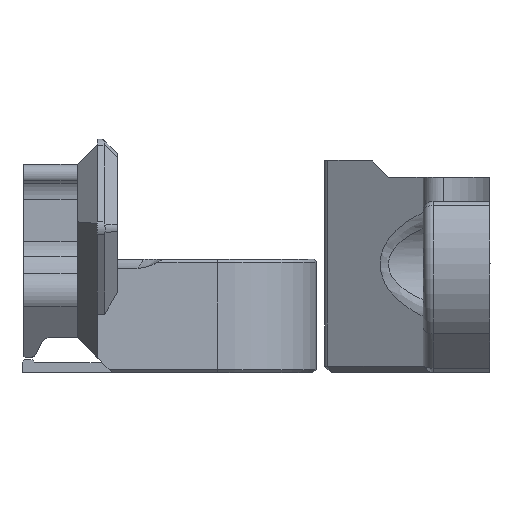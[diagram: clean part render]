
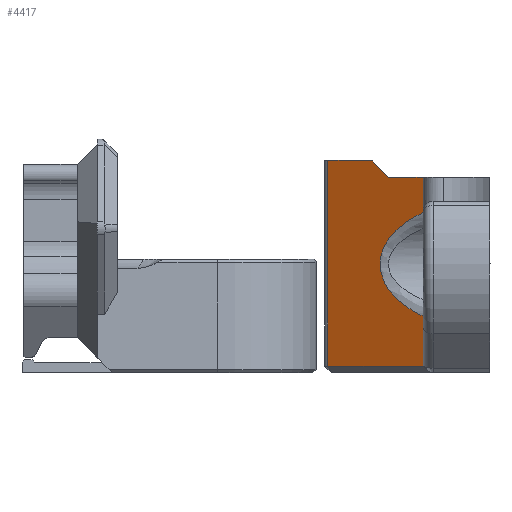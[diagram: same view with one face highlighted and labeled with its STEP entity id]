
A CAD part, left-side view. The second image highlights one B-rep face of the part: STEP entity #4417.
In plain terms, the highlighted face is planar.
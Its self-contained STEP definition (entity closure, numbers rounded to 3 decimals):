
#164=PLANE('',#4727);
#303=B_SPLINE_CURVE_WITH_KNOTS('',3,(#7106,#7107,#7108,#7109,#7110,#7111),
 .UNSPECIFIED.,.F.,.F.,(4,1,1,4),(-0.892,-0.382,
0.127,0.892),.UNSPECIFIED.);
#373=FACE_OUTER_BOUND('',#631,.T.);
#631=EDGE_LOOP('',(#3173,#3174,#3175,#3176,#3177,#3178,#3179,#3180));
#854=LINE('',#6446,#1264);
#855=LINE('',#6488,#1265);
#900=LINE('',#6711,#1310);
#911=LINE('',#6955,#1321);
#940=LINE('',#7103,#1350);
#941=LINE('',#7113,#1351);
#942=LINE('',#7114,#1352);
#1264=VECTOR('',#5132,10.);
#1265=VECTOR('',#5135,10.);
#1310=VECTOR('',#5250,10.);
#1321=VECTOR('',#5289,10.);
#1350=VECTOR('',#5354,10.);
#1351=VECTOR('',#5359,10.);
#1352=VECTOR('',#5360,10.);
#1830=VERTEX_POINT('',#6443);
#1831=VERTEX_POINT('',#6445);
#1834=VERTEX_POINT('',#6458);
#1835=VERTEX_POINT('',#6487);
#1901=VERTEX_POINT('',#6709);
#1914=VERTEX_POINT('',#6954);
#1933=VERTEX_POINT('',#7102);
#1934=VERTEX_POINT('',#7112);
#2266=EDGE_CURVE('',#1831,#1830,#854,.T.);
#2270=EDGE_CURVE('',#1834,#1835,#855,.T.);
#2348=EDGE_CURVE('',#1830,#1901,#900,.T.);
#2372=EDGE_CURVE('',#1835,#1914,#911,.T.);
#2409=EDGE_CURVE('',#1914,#1933,#940,.T.);
#2411=EDGE_CURVE('',#1831,#1834,#303,.T.);
#2412=EDGE_CURVE('',#1901,#1934,#941,.T.);
#2413=EDGE_CURVE('',#1934,#1933,#942,.T.);
#3173=ORIENTED_EDGE('',*,*,#2372,.F.);
#3174=ORIENTED_EDGE('',*,*,#2270,.F.);
#3175=ORIENTED_EDGE('',*,*,#2411,.F.);
#3176=ORIENTED_EDGE('',*,*,#2266,.T.);
#3177=ORIENTED_EDGE('',*,*,#2348,.T.);
#3178=ORIENTED_EDGE('',*,*,#2412,.T.);
#3179=ORIENTED_EDGE('',*,*,#2413,.T.);
#3180=ORIENTED_EDGE('',*,*,#2409,.F.);
#4417=ADVANCED_FACE('',(#373),#164,.T.);
#4727=AXIS2_PLACEMENT_3D('',#7105,#5357,#5358);
#5132=DIRECTION('',(0.017,0.,-1.));
#5135=DIRECTION('',(-0.017,0.,1.));
#5250=DIRECTION('',(-0.5,0.866,-0.009));
#5289=DIRECTION('',(-0.5,0.866,-0.009));
#5354=DIRECTION('',(0.017,0.,-1.));
#5357=DIRECTION('center_axis',(0.866,0.5,0.015));
#5358=DIRECTION('ref_axis',(0.5,-0.866,0.009));
#5359=DIRECTION('',(-0.366,0.655,-0.661));
#5360=DIRECTION('',(-0.5,0.866,-0.022));
#6443=CARTESIAN_POINT('',(9.396,3.395,3.606));
#6445=CARTESIAN_POINT('',(9.36,3.395,5.708));
#6446=CARTESIAN_POINT('',(9.305,3.395,8.82));
#6458=CARTESIAN_POINT('',(9.251,3.395,11.931));
#6487=CARTESIAN_POINT('',(9.199,3.395,14.919));
#6488=CARTESIAN_POINT('',(9.305,3.395,8.82));
#6709=CARTESIAN_POINT('',(8.195,5.476,3.585));
#6711=CARTESIAN_POINT('',(6.319,8.727,3.552));
#6954=CARTESIAN_POINT('',(5.908,9.095,14.861));
#6955=CARTESIAN_POINT('',(5.992,8.95,14.863));
#7102=CARTESIAN_POINT('',(6.123,9.095,2.543));
#7103=CARTESIAN_POINT('',(6.005,9.095,9.327));
#7105=CARTESIAN_POINT('Origin',(5.796,9.295,14.659));
#7106=CARTESIAN_POINT('Ctrl Pts',(9.36,3.395,5.708));
#7107=CARTESIAN_POINT('Ctrl Pts',(8.824,4.31,6.126));
#7108=CARTESIAN_POINT('Ctrl Pts',(7.972,5.752,7.238));
#7109=CARTESIAN_POINT('Ctrl Pts',(7.612,6.302,9.671));
#7110=CARTESIAN_POINT('Ctrl Pts',(8.469,4.768,11.278));
#7111=CARTESIAN_POINT('Ctrl Pts',(9.251,3.395,11.931));
#7112=CARTESIAN_POINT('',(7.656,6.439,2.611));
#7113=CARTESIAN_POINT('',(8.122,5.606,3.452));
#7114=CARTESIAN_POINT('',(5.306,10.512,2.507));
